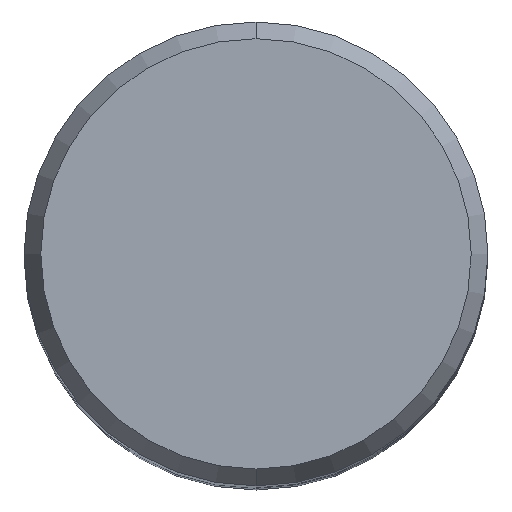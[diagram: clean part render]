
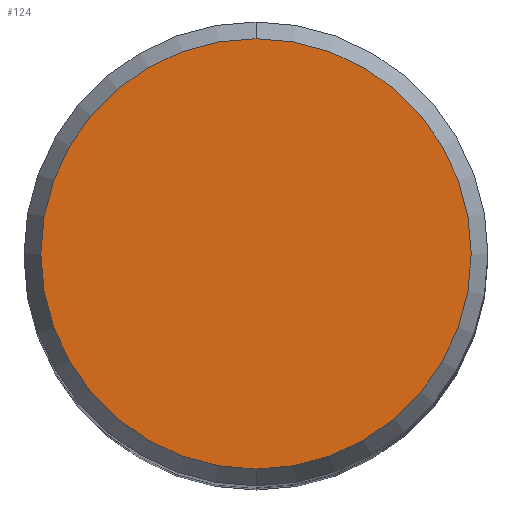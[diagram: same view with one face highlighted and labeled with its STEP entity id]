
A CAD part, top view. The second image highlights one B-rep face of the part: STEP entity #124.
In plain terms, the highlighted planar face has unit normal (0, 0, 1).
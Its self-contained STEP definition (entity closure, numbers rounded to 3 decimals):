
#86=EDGE_CURVE('',#128,#114,#208,.T.);
#114=VERTEX_POINT('',#238);
#124=ADVANCED_FACE('',(#250),#251,.T.);
#128=VERTEX_POINT('',#255);
#170=EDGE_CURVE('',#114,#128,#302,.T.);
#208=CIRCLE('',#336,8.837);
#238=CARTESIAN_POINT('',(0.,-8.837,0.01));
#250=FACE_OUTER_BOUND('',#387,.T.);
#251=PLANE('',#388);
#255=CARTESIAN_POINT('',(0.0,8.837,0.01));
#302=CIRCLE('',#455,8.837);
#336=AXIS2_PLACEMENT_3D('',#484,#485,#486);
#387=EDGE_LOOP('',(#534,#535));
#388=AXIS2_PLACEMENT_3D('',#536,#537,#538);
#455=AXIS2_PLACEMENT_3D('',#593,#594,#595);
#484=CARTESIAN_POINT('',(0.0,0.0,0.01));
#485=DIRECTION('',(0.0,0.0,-1.0));
#486=DIRECTION('',(0.0,1.0,0.0));
#534=ORIENTED_EDGE('',*,*,#86,.F.);
#535=ORIENTED_EDGE('',*,*,#170,.F.);
#536=CARTESIAN_POINT('',(0.0,4.419,0.01));
#537=DIRECTION('',(-0.0,0.0,1.0));
#538=DIRECTION('',(0.0,-1.0,0.0));
#593=CARTESIAN_POINT('',(0.0,0.0,0.01));
#594=DIRECTION('',(0.0,0.0,-1.0));
#595=DIRECTION('',(0.0,1.0,0.0));
